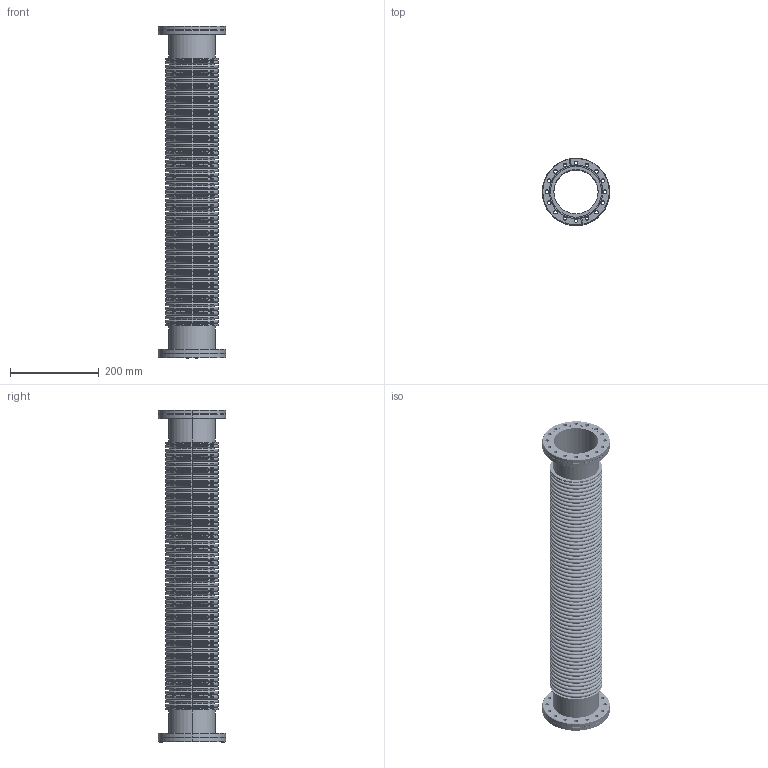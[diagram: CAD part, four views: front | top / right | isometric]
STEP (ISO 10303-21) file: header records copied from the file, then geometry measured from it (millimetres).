
FILE_DESCRIPTION (( 'STEP AP214' ), '1' );
FILE_NAME ('420 SWN 100-0750.STEP', '2012-07-30T12:00:42', ( '' ), ( '' ), 'SwSTEP 2.0', 'SolidWorks 2010', '' );
FILE_SCHEMA (( 'AUTOMOTIVE_DESIGN' ));
Length unit declared in the file: millimetre
Products named in the file (1): 420 SWN 100-0750
Bounding box: 152 x 152 x 750 mm (x, y, z)
Volume: 606658 mm3; surface area: 1254895.3 mm2
Topology: 2 solids, 3 shells, 1875 faces, 3824 edges, 2212 vertices
Faces by surface type: torus 994, cylinder 604, plane 267, cone 10
Entity records: 50193 total; most frequent: DIRECTION 10762, CARTESIAN_POINT 8028, ORIENTED_EDGE 7648, AXIS2_PLACEMENT_3D 5074, EDGE_CURVE 3824, CIRCLE 3198, VERTEX_POINT 2212, EDGE_LOOP 2202
